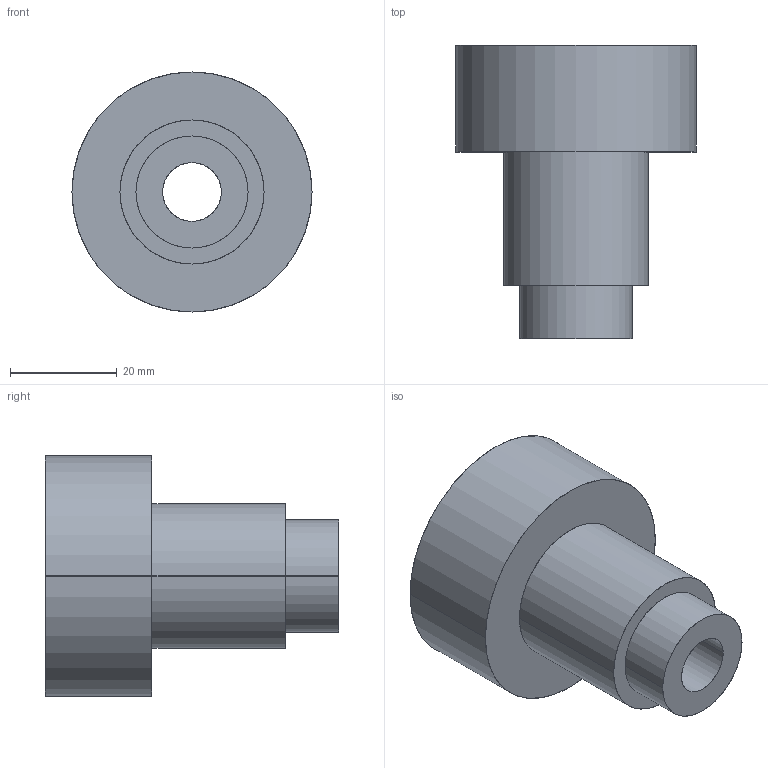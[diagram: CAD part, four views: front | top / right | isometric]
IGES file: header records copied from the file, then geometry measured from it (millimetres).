
Start section: SolidWorks IGES file using analytic representation for surfaces
Global section: file name: Bouchon à vis POM pour palier FS 10mm PGR V2.IGS; native system: SolidWorks 2017; preprocessor: SolidWorks 2017; author: Pierre; date: 190529.104307; units: millimetre
Bounding box: 45 x 55 x 45 mm (x, y, z)
Surface area: 10499.2 mm2 (no closed solid volume)
Topology: 0 solids, 0 shells, 12 faces, 352 edges, 352 vertices
Faces by surface type: revolution 8, bspline 4
